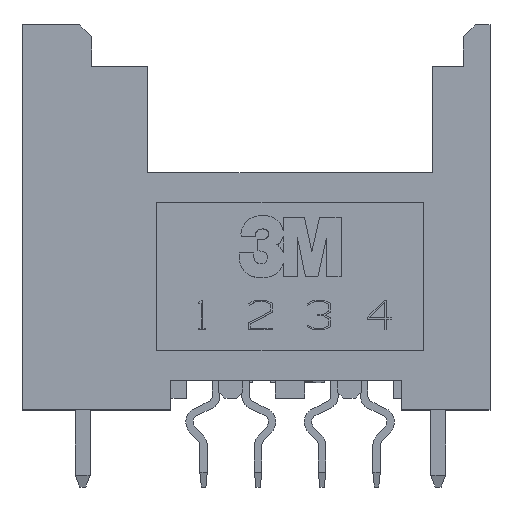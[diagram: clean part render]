
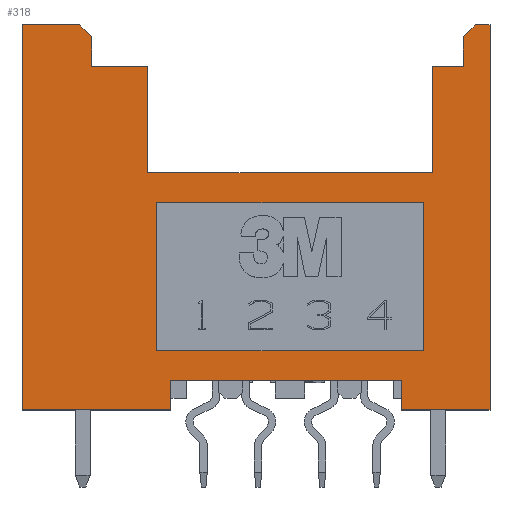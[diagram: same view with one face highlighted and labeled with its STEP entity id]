
A CAD part, top view. The second image highlights one B-rep face of the part: STEP entity #318.
In plain terms, the highlighted planar face has unit normal (0, 0, 1).
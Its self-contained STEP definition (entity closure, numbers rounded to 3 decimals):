
#180=FACE_BOUND('',#1686,.T.);
#181=FACE_BOUND('',#1687,.T.);
#318=ADVANCED_FACE('',(#180,#181),#778,.T.);
#778=PLANE('',#9016);
#1686=EDGE_LOOP('',(#2581,#2582,#2583,#2584));
#1687=EDGE_LOOP('',(#2585,#2586,#2587,#2588,#2589,#2590,#2591,#2592,#2593,
#2594,#2595,#2596,#2597,#2598,#2599,#2600,#2601,#2602));
#2581=ORIENTED_EDGE('',*,*,#5765,.T.);
#2582=ORIENTED_EDGE('',*,*,#5766,.T.);
#2583=ORIENTED_EDGE('',*,*,#5767,.T.);
#2584=ORIENTED_EDGE('',*,*,#5768,.T.);
#2585=ORIENTED_EDGE('',*,*,#5746,.T.);
#2586=ORIENTED_EDGE('',*,*,#5769,.T.);
#2587=ORIENTED_EDGE('',*,*,#5770,.F.);
#2588=ORIENTED_EDGE('',*,*,#5740,.F.);
#2589=ORIENTED_EDGE('',*,*,#5771,.F.);
#2590=ORIENTED_EDGE('',*,*,#5772,.F.);
#2591=ORIENTED_EDGE('',*,*,#5773,.T.);
#2592=ORIENTED_EDGE('',*,*,#5774,.F.);
#2593=ORIENTED_EDGE('',*,*,#5775,.T.);
#2594=ORIENTED_EDGE('',*,*,#5776,.T.);
#2595=ORIENTED_EDGE('',*,*,#5752,.T.);
#2596=ORIENTED_EDGE('',*,*,#5777,.F.);
#2597=ORIENTED_EDGE('',*,*,#5778,.T.);
#2598=ORIENTED_EDGE('',*,*,#5779,.T.);
#2599=ORIENTED_EDGE('',*,*,#5539,.T.);
#2600=ORIENTED_EDGE('',*,*,#5780,.F.);
#2601=ORIENTED_EDGE('',*,*,#5781,.T.);
#2602=ORIENTED_EDGE('',*,*,#5762,.T.);
#4718=VERTEX_POINT('',#12005);
#4719=VERTEX_POINT('',#12007);
#4889=VERTEX_POINT('',#12480);
#4892=VERTEX_POINT('',#12485);
#4897=VERTEX_POINT('',#12498);
#4898=VERTEX_POINT('',#12500);
#4903=VERTEX_POINT('',#12511);
#4904=VERTEX_POINT('',#12513);
#4911=VERTEX_POINT('',#12531);
#4913=VERTEX_POINT('',#12537);
#4914=VERTEX_POINT('',#12538);
#4915=VERTEX_POINT('',#12540);
#4916=VERTEX_POINT('',#12542);
#4917=VERTEX_POINT('',#12545);
#4918=VERTEX_POINT('',#12548);
#4919=VERTEX_POINT('',#12550);
#4920=VERTEX_POINT('',#12552);
#4921=VERTEX_POINT('',#12554);
#4922=VERTEX_POINT('',#12556);
#4923=VERTEX_POINT('',#12559);
#4924=VERTEX_POINT('',#12561);
#4925=VERTEX_POINT('',#12564);
#5539=EDGE_CURVE('',#4719,#4718,#6761,.T.);
#5740=EDGE_CURVE('',#4892,#4889,#6958,.T.);
#5746=EDGE_CURVE('',#4898,#4897,#6964,.T.);
#5752=EDGE_CURVE('',#4904,#4903,#6970,.T.);
#5762=EDGE_CURVE('',#4911,#4898,#6980,.T.);
#5765=EDGE_CURVE('',#4913,#4914,#6983,.T.);
#5766=EDGE_CURVE('',#4914,#4915,#6984,.T.);
#5767=EDGE_CURVE('',#4915,#4916,#6985,.T.);
#5768=EDGE_CURVE('',#4916,#4913,#6986,.T.);
#5769=EDGE_CURVE('',#4897,#4917,#6987,.T.);
#5770=EDGE_CURVE('',#4889,#4917,#6988,.T.);
#5771=EDGE_CURVE('',#4918,#4892,#6989,.T.);
#5772=EDGE_CURVE('',#4919,#4918,#6990,.T.);
#5773=EDGE_CURVE('',#4919,#4920,#6991,.T.);
#5774=EDGE_CURVE('',#4921,#4920,#6992,.T.);
#5775=EDGE_CURVE('',#4921,#4922,#6993,.T.);
#5776=EDGE_CURVE('',#4922,#4904,#6994,.T.);
#5777=EDGE_CURVE('',#4923,#4903,#6995,.T.);
#5778=EDGE_CURVE('',#4923,#4924,#6996,.T.);
#5779=EDGE_CURVE('',#4924,#4719,#6997,.T.);
#5780=EDGE_CURVE('',#4925,#4718,#6998,.T.);
#5781=EDGE_CURVE('',#4925,#4911,#6999,.T.);
#6761=LINE('',#12006,#7921);
#6958=LINE('',#12486,#8118);
#6964=LINE('',#12499,#8124);
#6970=LINE('',#12512,#8130);
#6980=LINE('',#12530,#8140);
#6983=LINE('',#12536,#8143);
#6984=LINE('',#12539,#8144);
#6985=LINE('',#12541,#8145);
#6986=LINE('',#12543,#8146);
#6987=LINE('',#12544,#8147);
#6988=LINE('',#12546,#8148);
#6989=LINE('',#12547,#8149);
#6990=LINE('',#12549,#8150);
#6991=LINE('',#12551,#8151);
#6992=LINE('',#12553,#8152);
#6993=LINE('',#12555,#8153);
#6994=LINE('',#12557,#8154);
#6995=LINE('',#12558,#8155);
#6996=LINE('',#12560,#8156);
#6997=LINE('',#12562,#8157);
#6998=LINE('',#12563,#8158);
#6999=LINE('',#12565,#8159);
#7921=VECTOR('',#9688,1.);
#8118=VECTOR('',#9941,1.);
#8124=VECTOR('',#9951,1.);
#8130=VECTOR('',#9959,1.);
#8140=VECTOR('',#9971,1.);
#8143=VECTOR('',#9976,1.);
#8144=VECTOR('',#9977,1.);
#8145=VECTOR('',#9978,1.);
#8146=VECTOR('',#9979,1.);
#8147=VECTOR('',#9980,1.);
#8148=VECTOR('',#9981,1.);
#8149=VECTOR('',#9982,1.);
#8150=VECTOR('',#9983,1.);
#8151=VECTOR('',#9984,1.);
#8152=VECTOR('',#9985,1.);
#8153=VECTOR('',#9986,1.);
#8154=VECTOR('',#9987,1.);
#8155=VECTOR('',#9988,1.);
#8156=VECTOR('',#9989,1.);
#8157=VECTOR('',#9990,1.);
#8158=VECTOR('',#9991,1.);
#8159=VECTOR('',#9992,1.);
#9016=AXIS2_PLACEMENT_3D('',#12566,#9993,#9994);
#9688=DIRECTION('',(1.,0.,0.));
#9941=DIRECTION('',(1.,0.,0.));
#9951=DIRECTION('',(-1.,0.,0.));
#9959=DIRECTION('',(-1.,0.,0.));
#9971=DIRECTION('',(0.,1.,0.));
#9976=DIRECTION('',(0.,-1.,0.));
#9977=DIRECTION('',(-1.,0.,0.));
#9978=DIRECTION('',(0.,1.,0.));
#9979=DIRECTION('',(1.,0.,0.));
#9980=DIRECTION('',(-0.707,-0.707,0.));
#9981=DIRECTION('',(0.,1.,0.));
#9982=DIRECTION('',(0.,1.,0.));
#9983=DIRECTION('',(1.,0.,0.));
#9984=DIRECTION('',(0.,1.,0.));
#9985=DIRECTION('',(1.,0.,0.));
#9986=DIRECTION('',(0.,1.,0.));
#9987=DIRECTION('',(-0.707,0.707,0.));
#9988=DIRECTION('',(0.,1.,0.));
#9989=DIRECTION('',(1.,0.,0.));
#9990=DIRECTION('',(0.,1.,0.));
#9991=DIRECTION('',(0.,1.,0.));
#9992=DIRECTION('',(1.,0.,0.));
#9993=DIRECTION('',(0.,0.,1.));
#9994=DIRECTION('',(0.,1.,0.));
#12005=CARTESIAN_POINT('',(12.8,0.,6.4));
#12006=CARTESIAN_POINT('',(7.9,0.,6.4));
#12007=CARTESIAN_POINT('',(5.,0.,6.4));
#12480=CARTESIAN_POINT('',(14.9,10.6,6.4));
#12485=CARTESIAN_POINT('',(13.85,10.6,6.4));
#12486=CARTESIAN_POINT('',(8.625,10.6,6.4));
#12498=CARTESIAN_POINT('',(15.3,12.,6.4));
#12499=CARTESIAN_POINT('',(7.9,12.,6.4));
#12500=CARTESIAN_POINT('',(15.8,12.,6.4));
#12511=CARTESIAN_POINT('',(0.,12.,6.4));
#12512=CARTESIAN_POINT('',(7.9,12.,6.4));
#12513=CARTESIAN_POINT('',(1.95,12.,6.4));
#12530=CARTESIAN_POINT('',(15.8,0.,6.4));
#12531=CARTESIAN_POINT('',(15.8,-1.,6.4));
#12536=CARTESIAN_POINT('',(13.55,3.5,6.4));
#12537=CARTESIAN_POINT('',(13.55,6.,6.4));
#12538=CARTESIAN_POINT('',(13.55,1.,6.4));
#12539=CARTESIAN_POINT('',(9.05,1.,6.4));
#12540=CARTESIAN_POINT('',(4.55,1.,6.4));
#12541=CARTESIAN_POINT('',(4.55,3.5,6.4));
#12542=CARTESIAN_POINT('',(4.55,6.,6.4));
#12543=CARTESIAN_POINT('',(9.05,6.,6.4));
#12544=CARTESIAN_POINT('',(5.6,2.3,6.4));
#12545=CARTESIAN_POINT('',(14.9,11.6,6.4));
#12546=CARTESIAN_POINT('',(14.9,10.6,6.4));
#12547=CARTESIAN_POINT('',(13.85,7.,6.4));
#12548=CARTESIAN_POINT('',(13.85,7.,6.4));
#12549=CARTESIAN_POINT('',(9.05,7.,6.4));
#12550=CARTESIAN_POINT('',(4.25,7.,6.4));
#12551=CARTESIAN_POINT('',(4.25,7.,6.4));
#12552=CARTESIAN_POINT('',(4.25,10.6,6.4));
#12553=CARTESIAN_POINT('',(8.625,10.6,6.4));
#12554=CARTESIAN_POINT('',(2.35,10.6,6.4));
#12555=CARTESIAN_POINT('',(2.35,10.6,6.4));
#12556=CARTESIAN_POINT('',(2.35,11.6,6.4));
#12557=CARTESIAN_POINT('',(10.925,3.025,6.4));
#12558=CARTESIAN_POINT('',(0.,0.,6.4));
#12559=CARTESIAN_POINT('',(0.,-1.,6.4));
#12560=CARTESIAN_POINT('',(2.5,-1.,6.4));
#12561=CARTESIAN_POINT('',(5.,-1.,6.4));
#12562=CARTESIAN_POINT('',(5.,-1.,6.4));
#12563=CARTESIAN_POINT('',(12.8,-1.,6.4));
#12564=CARTESIAN_POINT('',(12.8,-1.,6.4));
#12565=CARTESIAN_POINT('',(14.3,-1.,6.4));
#12566=CARTESIAN_POINT('',(7.9,0.,6.4));
